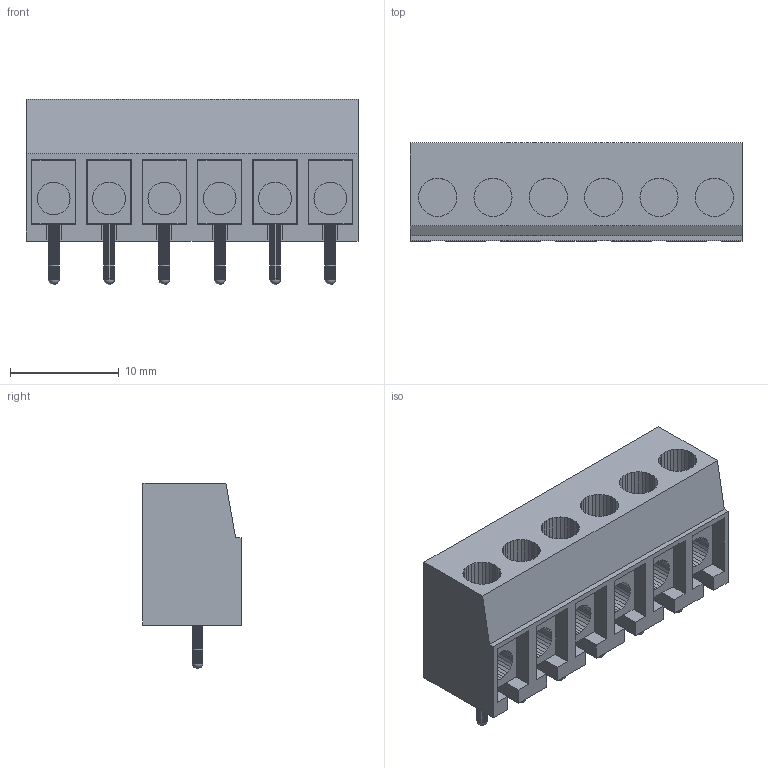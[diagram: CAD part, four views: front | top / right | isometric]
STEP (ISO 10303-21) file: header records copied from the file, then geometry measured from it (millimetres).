
FILE_DESCRIPTION(('FreeCAD Model'),'2;1');
FILE_NAME('TerminalBlock_On-Shore-Technology_ED120-6DS_1x06_P5.08mm_Vertical.step','2020-11-15T00:28:46',('Author'),(''), 'Open CASCADE STEP processor 7.3','FreeCAD','Unknown');
FILE_SCHEMA(('AUTOMOTIVE_DESIGN { 1 0 10303 214 1 1 1 1 }'));
Length unit declared in the file: millimetre
Products named in the file (1): union008
Bounding box: 30.48 x 9 x 17 mm (x, y, z)
Volume: 2383.8 mm3; surface area: 3927.2 mm2
Topology: 7 solids, 7 shells, 674 faces, 1974 edges, 1314 vertices
Faces by surface type: plane 668, sphere 6
Entity records: 51645 total; most frequent: CARTESIAN_POINT 11709, DIRECTION 5172, ORIENTED_EDGE 3936, PCURVE 3936, DEFINITIONAL_REPRESENTATION 3936, LINE 3234, VECTOR 3234, B_SPLINE_CURVE_WITH_KNOTS 2280
